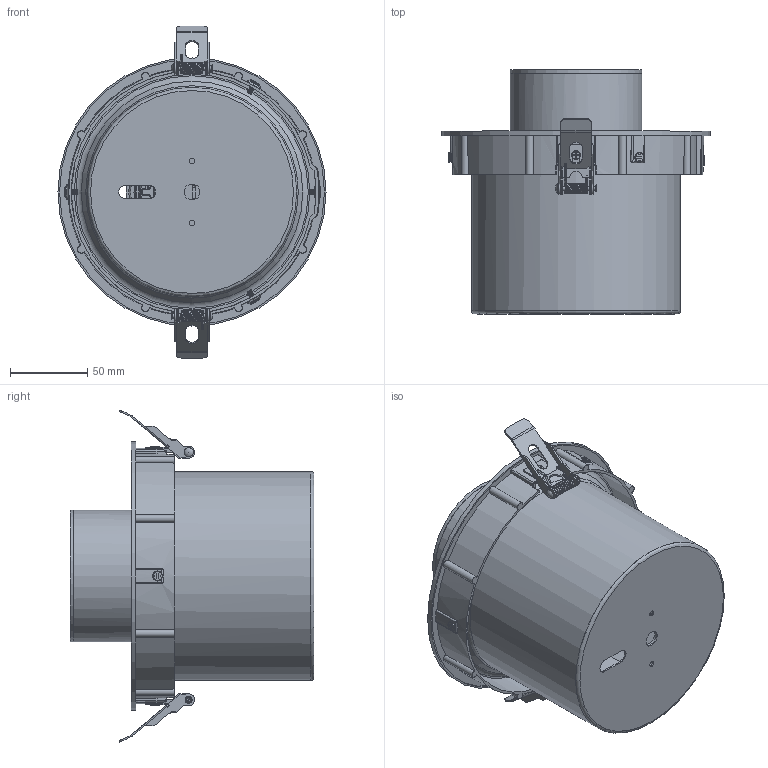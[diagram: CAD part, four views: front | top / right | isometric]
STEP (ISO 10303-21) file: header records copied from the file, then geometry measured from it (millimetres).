
FILE_DESCRIPTION(/* description */ ('This is a sample STEP configuration'),/* implementation_level */ '2;1');
FILE_NAME(/* name */ '637-00201xxxxxxxx SIMPLE.ipt_Rev_00.stp',/* time_stamp */ '2023-04-29T09:55:08+02:00',/* author */ ('powerJobs'),/* organization */ ('coolOrange'),/* preprocessor_version */ 'ST-DEVELOPER v19.2',/* originating_system */ 'Autodesk Inventor 2023',/* authorisation */ '');
FILE_SCHEMA (('AUTOMOTIVE_DESIGN { 1 0 10303 214 3 1 1 }'));
Length unit declared in the file: millimetre
Products named in the file (1): ENG000021626
Bounding box: 173 x 157.5 x 214.31 mm (x, y, z)
Volume: 270090.7 mm3; surface area: 314139.5 mm2
Topology: 20 solids, 20 shells, 3227 faces, 7973 edges, 4842 vertices
Faces by surface type: plane 995, bspline 982, cylinder 614, torus 260, sphere 252, cone 124
Full cylindrical faces by diameter (mm): 2.5 x4, 2.89 x14, 2.9 x52, 3 x12, 3.2 x6, 3.5 x6, 4 x2, 5.5 x3, 9.5 x2, 10.3 x2, 69 x1, 80.8 x1, 85 x1, 133.6 x1, 135 x1, 141 x1, 152 x1, 171 x1, 173 x1
Entity records: 163266 total; most frequent: CARTESIAN_POINT 92464, ORIENTED_EDGE 15914, DIRECTION 12816, EDGE_CURVE 7957, VERTEX_POINT 4842, AXIS2_PLACEMENT_3D 4804, EDGE_LOOP 3407, FACE_OUTER_BOUND 3227
